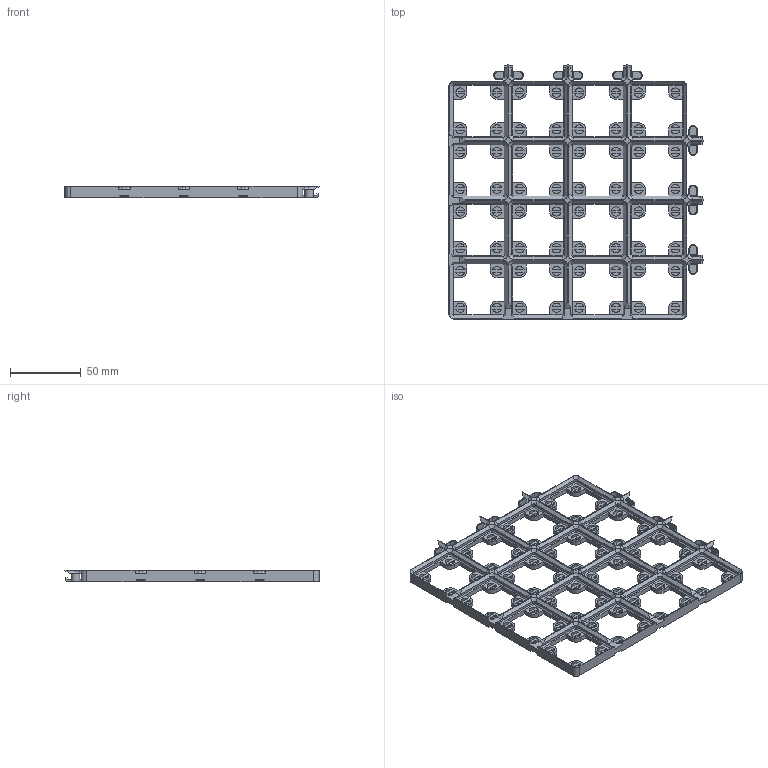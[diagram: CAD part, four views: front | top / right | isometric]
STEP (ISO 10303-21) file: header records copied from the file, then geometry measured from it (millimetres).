
FILE_DESCRIPTION(/* description */ (''),/* implementation_level */ '2;1');
FILE_NAME(/* name */ '4X4.step',/* time_stamp */ '2023-01-03T17:06:52-06:00',/* author */ (''),/* organization */ (''),/* preprocessor_version */ 'ST-DEVELOPER v19.2',/* originating_system */ 'Autodesk Translation Framework v11.17.0.187',/* authorisation */ '');
FILE_SCHEMA (('AUTOMOTIVE_DESIGN { 1 0 10303 214 3 1 1 }'));
Length unit declared in the file: millimetre
Products named in the file (1): 4X4
Bounding box: 179.55 x 179.55 x 7.8 mm (x, y, z)
Volume: 59633.8 mm3; surface area: 56778.2 mm2
Topology: 7 solids, 7 shells, 1339 faces, 3642 edges, 2304 vertices
Faces by surface type: plane 973, cylinder 238, cone 128
Full cylindrical faces by diameter (mm): 6.5 x64
Entity records: 42051 total; most frequent: CARTESIAN_POINT 7286, ORIENTED_EDGE 7284, DIRECTION 7182, EDGE_CURVE 3642, LINE 2782, VECTOR 2782, VERTEX_POINT 2304, AXIS2_PLACEMENT_3D 2200
